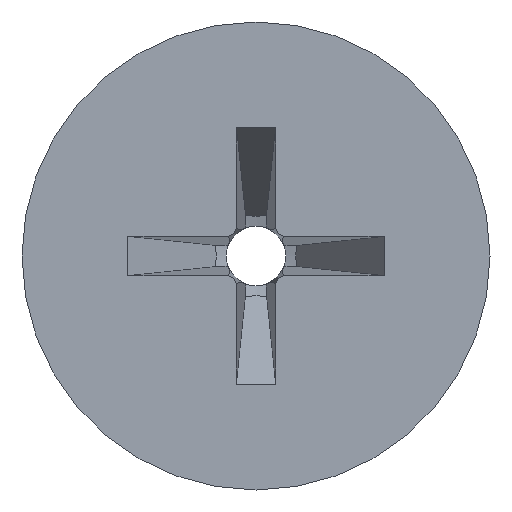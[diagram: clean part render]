
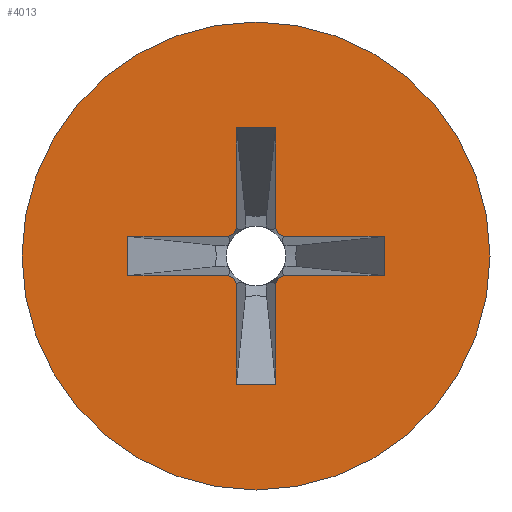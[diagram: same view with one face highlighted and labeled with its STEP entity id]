
A CAD part, left-side view. The second image highlights one B-rep face of the part: STEP entity #4013.
In plain terms, the highlighted planar face has unit normal (-1, 0, 0).
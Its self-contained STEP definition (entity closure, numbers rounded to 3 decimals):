
#115=CARTESIAN_POINT('',(0.,0.,0.));
#116=DIRECTION('',(-1.,0.,0.));
#117=DIRECTION('',(0.,1.,0.));
#118=AXIS2_PLACEMENT_3D('',#115,#116,#117);
#120=CARTESIAN_POINT('',(0.,0.,0.));
#121=DIRECTION('',(1.,0.,0.));
#122=DIRECTION('',(0.,1.,0.));
#123=AXIS2_PLACEMENT_3D('',#120,#121,#122);
#125=DIRECTION('',(0.,0.423,-0.906));
#126=VECTOR('',#125,0.102);
#127=CARTESIAN_POINT('',(0.,-0.396,-0.396));
#128=LINE('',#127,#126);
#129=DIRECTION('',(0.,0.906,-0.423));
#130=VECTOR('',#129,0.102);
#131=CARTESIAN_POINT('',(0.,-0.488,-0.353));
#132=LINE('',#131,#130);
#133=DIRECTION('',(0.,1.,0.));
#134=VECTOR('',#133,1.812);
#135=CARTESIAN_POINT('',(0.,-2.3,-0.353));
#136=LINE('',#135,#134);
#137=DIRECTION('',(0.,0.,-1.));
#138=VECTOR('',#137,0.705);
#139=CARTESIAN_POINT('',(0.,-2.3,0.353));
#140=LINE('',#139,#138);
#141=DIRECTION('',(0.,1.,0.));
#142=VECTOR('',#141,1.812);
#143=CARTESIAN_POINT('',(0.,-2.3,0.353));
#144=LINE('',#143,#142);
#145=DIRECTION('',(0.,0.906,0.423));
#146=VECTOR('',#145,0.102);
#147=CARTESIAN_POINT('',(0.,-0.488,0.353));
#148=LINE('',#147,#146);
#149=DIRECTION('',(0.,-0.423,-0.906));
#150=VECTOR('',#149,0.102);
#151=CARTESIAN_POINT('',(0.,-0.353,0.488));
#152=LINE('',#151,#150);
#153=DIRECTION('',(0.,0.,-1.));
#154=VECTOR('',#153,1.812);
#155=CARTESIAN_POINT('',(0.,-0.353,2.3));
#156=LINE('',#155,#154);
#157=DIRECTION('',(0.,1.,0.));
#158=VECTOR('',#157,0.705);
#159=CARTESIAN_POINT('',(0.,-0.353,2.3));
#160=LINE('',#159,#158);
#161=DIRECTION('',(0.,0.,-1.));
#162=VECTOR('',#161,1.812);
#163=CARTESIAN_POINT('',(0.,0.353,2.3));
#164=LINE('',#163,#162);
#165=DIRECTION('',(0.,0.423,-0.906));
#166=VECTOR('',#165,0.102);
#167=CARTESIAN_POINT('',(0.,0.353,0.488));
#168=LINE('',#167,#166);
#169=DIRECTION('',(0.,0.906,-0.423));
#170=VECTOR('',#169,0.102);
#171=CARTESIAN_POINT('',(0.,0.396,0.396));
#172=LINE('',#171,#170);
#173=DIRECTION('',(0.,1.,0.));
#174=VECTOR('',#173,1.812);
#175=CARTESIAN_POINT('',(0.,0.488,0.353));
#176=LINE('',#175,#174);
#177=DIRECTION('',(0.,0.,-1.));
#178=VECTOR('',#177,0.705);
#179=CARTESIAN_POINT('',(0.,2.3,0.353));
#180=LINE('',#179,#178);
#181=DIRECTION('',(0.,1.,0.));
#182=VECTOR('',#181,1.812);
#183=CARTESIAN_POINT('',(0.,0.488,-0.353));
#184=LINE('',#183,#182);
#185=DIRECTION('',(0.,0.906,0.423));
#186=VECTOR('',#185,0.102);
#187=CARTESIAN_POINT('',(0.,0.396,-0.396));
#188=LINE('',#187,#186);
#189=DIRECTION('',(0.,-0.423,-0.906));
#190=VECTOR('',#189,0.102);
#191=CARTESIAN_POINT('',(0.,0.396,-0.396));
#192=LINE('',#191,#190);
#193=DIRECTION('',(0.,0.,-1.));
#194=VECTOR('',#193,1.812);
#195=CARTESIAN_POINT('',(0.,0.353,-0.488));
#196=LINE('',#195,#194);
#197=DIRECTION('',(0.,1.,0.));
#198=VECTOR('',#197,0.705);
#199=CARTESIAN_POINT('',(0.,-0.353,-2.3));
#200=LINE('',#199,#198);
#201=DIRECTION('',(0.,0.,-1.));
#202=VECTOR('',#201,1.812);
#203=CARTESIAN_POINT('',(0.,-0.353,-0.488));
#204=LINE('',#203,#202);
#3833=CARTESIAN_POINT('',(0.,4.2,0.));
#3835=VERTEX_POINT('',#3833);
#3837=CARTESIAN_POINT('',(0.,-4.2,0.));
#3839=VERTEX_POINT('',#3837);
#3888=CARTESIAN_POINT('',(0.,-0.396,-0.396));
#3889=CARTESIAN_POINT('',(0.,-0.353,-0.488));
#3890=VERTEX_POINT('',#3888);
#3891=VERTEX_POINT('',#3889);
#3892=CARTESIAN_POINT('',(0.,-0.488,-0.353));
#3893=VERTEX_POINT('',#3892);
#3894=CARTESIAN_POINT('',(0.,-2.3,-0.353));
#3895=VERTEX_POINT('',#3894);
#3896=CARTESIAN_POINT('',(0.,-2.3,0.353));
#3897=VERTEX_POINT('',#3896);
#3898=CARTESIAN_POINT('',(0.,-0.488,0.353));
#3899=VERTEX_POINT('',#3898);
#3900=CARTESIAN_POINT('',(0.,-0.396,0.396));
#3901=VERTEX_POINT('',#3900);
#3902=CARTESIAN_POINT('',(0.,-0.353,0.488));
#3903=VERTEX_POINT('',#3902);
#3904=CARTESIAN_POINT('',(0.,-0.353,2.3));
#3905=VERTEX_POINT('',#3904);
#3906=CARTESIAN_POINT('',(0.,0.353,2.3));
#3907=VERTEX_POINT('',#3906);
#3908=CARTESIAN_POINT('',(0.,0.353,0.488));
#3909=VERTEX_POINT('',#3908);
#3910=CARTESIAN_POINT('',(0.,0.396,0.396));
#3911=VERTEX_POINT('',#3910);
#3912=CARTESIAN_POINT('',(0.,0.488,0.353));
#3913=VERTEX_POINT('',#3912);
#3914=CARTESIAN_POINT('',(0.,2.3,0.353));
#3915=VERTEX_POINT('',#3914);
#3916=CARTESIAN_POINT('',(0.,2.3,-0.353));
#3917=VERTEX_POINT('',#3916);
#3918=CARTESIAN_POINT('',(0.,0.488,-0.353));
#3919=VERTEX_POINT('',#3918);
#3920=CARTESIAN_POINT('',(0.,0.396,-0.396));
#3921=VERTEX_POINT('',#3920);
#3922=CARTESIAN_POINT('',(0.,0.353,-0.488));
#3923=VERTEX_POINT('',#3922);
#3924=CARTESIAN_POINT('',(0.,0.353,-2.3));
#3925=VERTEX_POINT('',#3924);
#3926=CARTESIAN_POINT('',(0.,-0.353,-2.3));
#3927=VERTEX_POINT('',#3926);
#3960=CARTESIAN_POINT('',(0.,0.,0.));
#3961=DIRECTION('',(1.,0.,0.));
#3962=DIRECTION('',(0.,-1.,0.));
#3963=AXIS2_PLACEMENT_3D('',#3960,#3961,#3962);
#3964=PLANE('',#3963);
#3966=ORIENTED_EDGE('',*,*,#3965,.F.);
#3968=ORIENTED_EDGE('',*,*,#3967,.T.);
#3969=EDGE_LOOP('',(#3966,#3968));
#3970=FACE_OUTER_BOUND('',#3969,.F.);
#3972=ORIENTED_EDGE('',*,*,#3971,.F.);
#3974=ORIENTED_EDGE('',*,*,#3973,.F.);
#3976=ORIENTED_EDGE('',*,*,#3975,.F.);
#3978=ORIENTED_EDGE('',*,*,#3977,.F.);
#3980=ORIENTED_EDGE('',*,*,#3979,.T.);
#3982=ORIENTED_EDGE('',*,*,#3981,.T.);
#3984=ORIENTED_EDGE('',*,*,#3983,.F.);
#3986=ORIENTED_EDGE('',*,*,#3985,.F.);
#3988=ORIENTED_EDGE('',*,*,#3987,.T.);
#3990=ORIENTED_EDGE('',*,*,#3989,.T.);
#3992=ORIENTED_EDGE('',*,*,#3991,.T.);
#3994=ORIENTED_EDGE('',*,*,#3993,.T.);
#3996=ORIENTED_EDGE('',*,*,#3995,.T.);
#3998=ORIENTED_EDGE('',*,*,#3997,.T.);
#4000=ORIENTED_EDGE('',*,*,#3999,.F.);
#4002=ORIENTED_EDGE('',*,*,#4001,.F.);
#4004=ORIENTED_EDGE('',*,*,#4003,.T.);
#4006=ORIENTED_EDGE('',*,*,#4005,.T.);
#4008=ORIENTED_EDGE('',*,*,#4007,.F.);
#4010=ORIENTED_EDGE('',*,*,#4009,.F.);
#4011=EDGE_LOOP('',(#3972,#3974,#3976,#3978,#3980,#3982,#3984,#3986,#3988,#3990,
#3992,#3994,#3996,#3998,#4000,#4002,#4004,#4006,#4008,#4010));
#4012=FACE_BOUND('',#4011,.F.);
#119=CIRCLE('',#118,4.2);
#124=CIRCLE('',#123,4.2);
#3965=EDGE_CURVE('',#3835,#3839,#119,.T.);
#3967=EDGE_CURVE('',#3835,#3839,#124,.T.);
#3971=EDGE_CURVE('',#3890,#3891,#128,.T.);
#3973=EDGE_CURVE('',#3893,#3890,#132,.T.);
#3975=EDGE_CURVE('',#3895,#3893,#136,.T.);
#3977=EDGE_CURVE('',#3897,#3895,#140,.T.);
#3979=EDGE_CURVE('',#3897,#3899,#144,.T.);
#3981=EDGE_CURVE('',#3899,#3901,#148,.T.);
#3983=EDGE_CURVE('',#3903,#3901,#152,.T.);
#3985=EDGE_CURVE('',#3905,#3903,#156,.T.);
#3987=EDGE_CURVE('',#3905,#3907,#160,.T.);
#3989=EDGE_CURVE('',#3907,#3909,#164,.T.);
#3991=EDGE_CURVE('',#3909,#3911,#168,.T.);
#3993=EDGE_CURVE('',#3911,#3913,#172,.T.);
#3995=EDGE_CURVE('',#3913,#3915,#176,.T.);
#3997=EDGE_CURVE('',#3915,#3917,#180,.T.);
#3999=EDGE_CURVE('',#3919,#3917,#184,.T.);
#4001=EDGE_CURVE('',#3921,#3919,#188,.T.);
#4003=EDGE_CURVE('',#3921,#3923,#192,.T.);
#4005=EDGE_CURVE('',#3923,#3925,#196,.T.);
#4007=EDGE_CURVE('',#3927,#3925,#200,.T.);
#4009=EDGE_CURVE('',#3891,#3927,#204,.T.);
#4013=ADVANCED_FACE('',(#3970,#4012),#3964,.F.);
